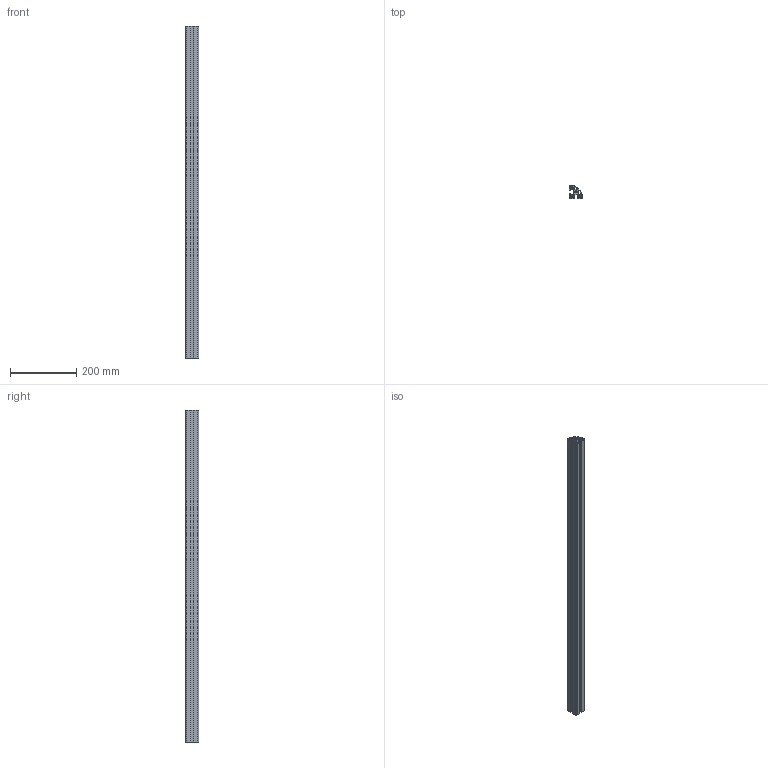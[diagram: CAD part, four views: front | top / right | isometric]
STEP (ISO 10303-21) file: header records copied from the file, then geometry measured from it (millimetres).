
FILE_DESCRIPTION(/* description */ (''),/* implementation_level */ '2;1');
FILE_NAME(/* name */ '10071_KriTec_Profil_8_R40-90.stp',/* time_stamp */ '2014-08-27T13:25:03+02:00',/* author */ ('kostic'),/* organization */ (''),/* preprocessor_version */ 'ST-DEVELOPER v15.2',/* originating_system */ 'Autodesk Inventor 2014',/* authorisation */ '');
FILE_SCHEMA (('AUTOMOTIVE_DESIGN { 1 0 10303 214 3 1 1 }'));
Length unit declared in the file: millimetre
Products named in the file (1): 10071_KriTec_Profil_8_R40-90°
Bounding box: 39.77 x 39.77 x 1000 mm (x, y, z)
Volume: 576308.9 mm3; surface area: 401376.2 mm2
Topology: 1 solids, 1 shells, 105 faces, 309 edges, 206 vertices
Faces by surface type: cylinder 57, plane 48
Full cylindrical faces by diameter (mm): 6.8 x1
Entity records: 3577 total; most frequent: DIRECTION 634, CARTESIAN_POINT 620, ORIENTED_EDGE 616, EDGE_CURVE 308, AXIS2_PLACEMENT_3D 220, VERTEX_POINT 206, LINE 194, VECTOR 194
